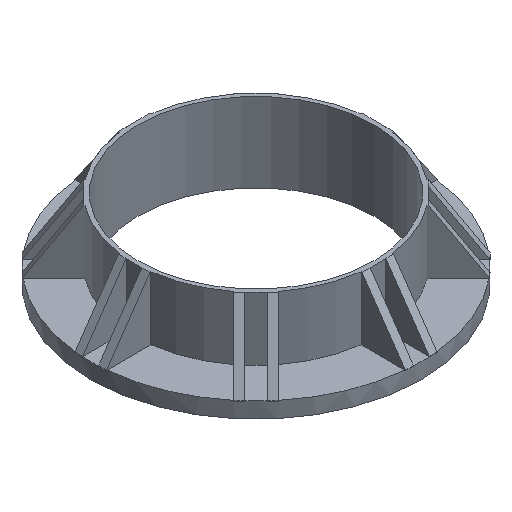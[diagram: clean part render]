
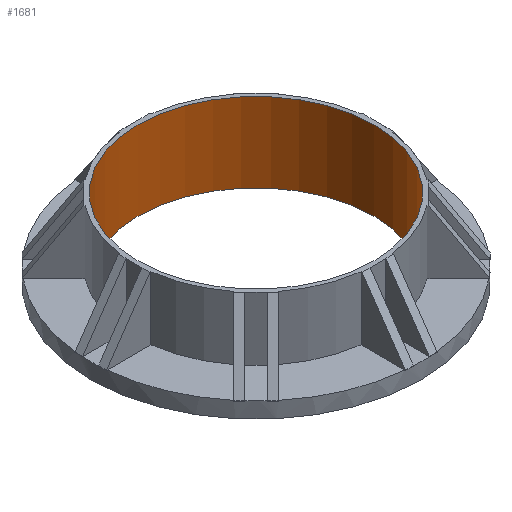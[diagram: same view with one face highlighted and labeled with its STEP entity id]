
A CAD part, isometric view. The second image highlights one B-rep face of the part: STEP entity #1681.
In plain terms, the highlighted cylindrical face has radius 14.9 mm (diameter 29.8 mm), a full revolution.
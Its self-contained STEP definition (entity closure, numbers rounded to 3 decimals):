
#19=CYLINDRICAL_SURFACE('',#1818,14.9);
#37=CIRCLE('',#1779,14.9);
#50=CIRCLE('',#1819,14.9);
#115=FACE_OUTER_BOUND('',#216,.T.);
#216=EDGE_LOOP('',(#1258,#1259,#1260,#1261));
#386=LINE('',#2671,#580);
#580=VECTOR('',#2138,14.9);
#729=VERTEX_POINT('',#2551);
#762=VERTEX_POINT('',#2670);
#886=EDGE_CURVE('',#729,#729,#37,.T.);
#945=EDGE_CURVE('',#729,#762,#386,.T.);
#946=EDGE_CURVE('',#762,#762,#50,.T.);
#1258=ORIENTED_EDGE('',*,*,#886,.F.);
#1259=ORIENTED_EDGE('',*,*,#945,.T.);
#1260=ORIENTED_EDGE('',*,*,#946,.T.);
#1261=ORIENTED_EDGE('',*,*,#945,.F.);
#1681=ADVANCED_FACE('',(#115),#19,.F.);
#1779=AXIS2_PLACEMENT_3D('',#2552,#2012,#2013);
#1818=AXIS2_PLACEMENT_3D('',#2669,#2136,#2137);
#1819=AXIS2_PLACEMENT_3D('',#2672,#2139,#2140);
#2012=DIRECTION('center_axis',(0.,0.,-1.));
#2013=DIRECTION('ref_axis',(1.,0.,0.));
#2136=DIRECTION('center_axis',(0.,0.,1.));
#2137=DIRECTION('ref_axis',(1.,0.,0.));
#2138=DIRECTION('',(0.,0.,-1.));
#2139=DIRECTION('center_axis',(0.,0.,-1.));
#2140=DIRECTION('ref_axis',(1.,0.,0.));
#2551=CARTESIAN_POINT('',(-14.9,0.,10.));
#2552=CARTESIAN_POINT('Origin',(0.,0.,10.));
#2669=CARTESIAN_POINT('Origin',(0.,0.,0.));
#2670=CARTESIAN_POINT('',(-14.9,0.,0.));
#2671=CARTESIAN_POINT('',(-14.9,0.,0.));
#2672=CARTESIAN_POINT('Origin',(0.,0.,0.));
